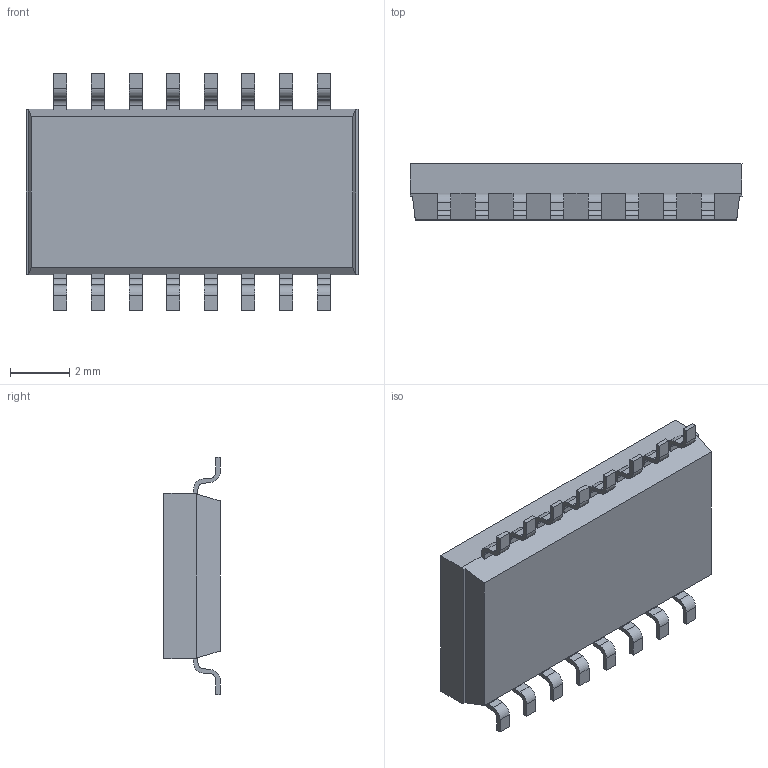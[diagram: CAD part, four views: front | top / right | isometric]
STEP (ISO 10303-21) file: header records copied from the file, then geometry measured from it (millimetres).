
FILE_DESCRIPTION(('STEP AP214'),'1');
FILE_NAME('switch_a-dshp-08.stp','2017-04-01T05:06:47',('TraceParts'),('TraceParts S.A.'),'Spatial InterOp 3D',' ',' ');
FILE_SCHEMA(('automotive_design'));
Length unit declared in the file: millimetre
Products named in the file (1): switch_a-dshp-08
Bounding box: 11.2 x 1.9 x 8 mm (x, y, z)
Volume: 116.6 mm3; surface area: 220.4 mm2
Topology: 1 solids, 1 shells, 535 faces, 1432 edges, 944 vertices
Faces by surface type: plane 471, cylinder 64
Entity records: 20714 total; most frequent: CARTESIAN_POINT 2912, ORIENTED_EDGE 2864, DIRECTION 2632, EDGE_CURVE 1432, LINE 1304, VECTOR 1304, VERTEX_POINT 944, AXIS2_PLACEMENT_3D 664
